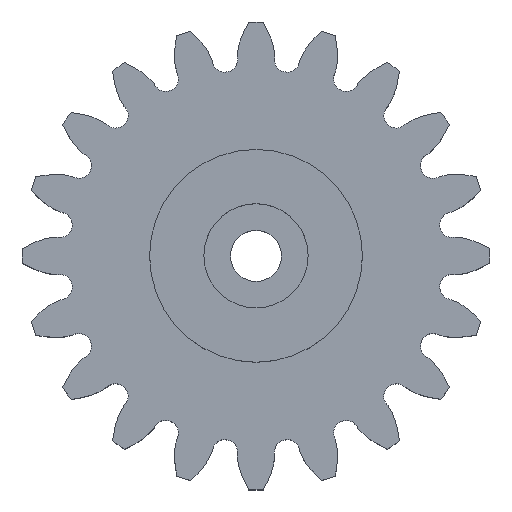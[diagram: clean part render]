
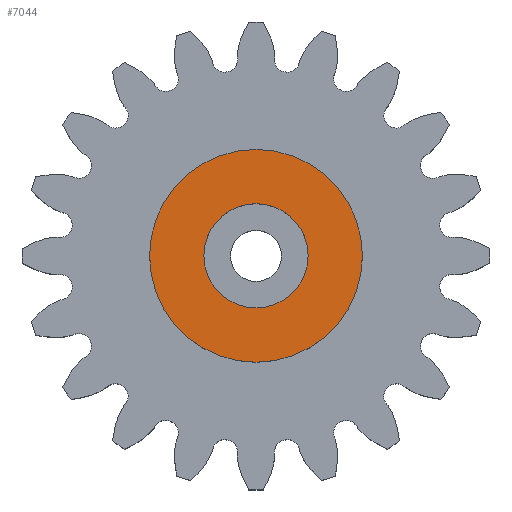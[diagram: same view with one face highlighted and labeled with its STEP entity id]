
A CAD part, top view. The second image highlights one B-rep face of the part: STEP entity #7044.
In plain terms, the highlighted planar face has unit normal (0, 0, 1).
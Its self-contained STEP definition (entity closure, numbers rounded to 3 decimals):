
#4879 = CYLINDRICAL_SURFACE('',#4880,5.);
#4880 = AXIS2_PLACEMENT_3D('',#4881,#4882,#4883);
#4881 = CARTESIAN_POINT('',(0.,0.,5.));
#4882 = DIRECTION('',(0.,0.,1.));
#4883 = DIRECTION('',(1.,0.,0.));
#6958 = EDGE_CURVE('',#6959,#6959,#6961,.T.);
#6959 = VERTEX_POINT('',#6960);
#6960 = CARTESIAN_POINT('',(5.,0.,7.5));
#6961 = SURFACE_CURVE('',#6962,(#6967,#6974),.PCURVE_S1.);
#6962 = CIRCLE('',#6963,5.);
#6963 = AXIS2_PLACEMENT_3D('',#6964,#6965,#6966);
#6964 = CARTESIAN_POINT('',(0.,0.,7.5));
#6965 = DIRECTION('',(0.,0.,1.));
#6966 = DIRECTION('',(1.,0.,0.));
#6967 = PCURVE('',#4879,#6968);
#6968 = DEFINITIONAL_REPRESENTATION('',(#6969),#6973);
#6969 = LINE('',#6970,#6971);
#6970 = CARTESIAN_POINT('',(0.,2.5));
#6971 = VECTOR('',#6972,1.);
#6972 = DIRECTION('',(1.,0.));
#6973 = ( GEOMETRIC_REPRESENTATION_CONTEXT(2) 
PARAMETRIC_REPRESENTATION_CONTEXT() REPRESENTATION_CONTEXT('2D SPACE',''
  ) );
#6974 = PCURVE('',#6975,#6980);
#6975 = PLANE('',#6976);
#6976 = AXIS2_PLACEMENT_3D('',#6977,#6978,#6979);
#6977 = CARTESIAN_POINT('',(0.,0.,7.5));
#6978 = DIRECTION('',(0.,0.,1.));
#6979 = DIRECTION('',(1.,0.,0.));
#6980 = DEFINITIONAL_REPRESENTATION('',(#6981),#6985);
#6981 = CIRCLE('',#6982,5.);
#6982 = AXIS2_PLACEMENT_2D('',#6983,#6984);
#6983 = CARTESIAN_POINT('',(0.,0.));
#6984 = DIRECTION('',(1.,0.));
#6985 = ( GEOMETRIC_REPRESENTATION_CONTEXT(2) 
PARAMETRIC_REPRESENTATION_CONTEXT() REPRESENTATION_CONTEXT('2D SPACE',''
  ) );
#7044 = ADVANCED_FACE('',(#7045,#7048),#6975,.T.);
#7045 = FACE_BOUND('',#7046,.T.);
#7046 = EDGE_LOOP('',(#7047));
#7047 = ORIENTED_EDGE('',*,*,#6958,.T.);
#7048 = FACE_BOUND('',#7049,.T.);
#7049 = EDGE_LOOP('',(#7050));
#7050 = ORIENTED_EDGE('',*,*,#7051,.F.);
#7051 = EDGE_CURVE('',#7052,#7052,#7054,.T.);
#7052 = VERTEX_POINT('',#7053);
#7053 = CARTESIAN_POINT('',(2.45,0.,7.5));
#7054 = SURFACE_CURVE('',#7055,(#7060,#7067),.PCURVE_S1.);
#7055 = CIRCLE('',#7056,2.45);
#7056 = AXIS2_PLACEMENT_3D('',#7057,#7058,#7059);
#7057 = CARTESIAN_POINT('',(0.,0.,7.5));
#7058 = DIRECTION('',(0.,0.,1.));
#7059 = DIRECTION('',(1.,0.,-0.));
#7060 = PCURVE('',#6975,#7061);
#7061 = DEFINITIONAL_REPRESENTATION('',(#7062),#7066);
#7062 = CIRCLE('',#7063,2.45);
#7063 = AXIS2_PLACEMENT_2D('',#7064,#7065);
#7064 = CARTESIAN_POINT('',(0.,0.));
#7065 = DIRECTION('',(1.,0.));
#7066 = ( GEOMETRIC_REPRESENTATION_CONTEXT(2) 
PARAMETRIC_REPRESENTATION_CONTEXT() REPRESENTATION_CONTEXT('2D SPACE',''
  ) );
#7067 = PCURVE('',#7068,#7073);
#7068 = CYLINDRICAL_SURFACE('',#7069,2.45);
#7069 = AXIS2_PLACEMENT_3D('',#7070,#7071,#7072);
#7070 = CARTESIAN_POINT('',(0.,0.,4.5));
#7071 = DIRECTION('',(0.,0.,1.));
#7072 = DIRECTION('',(1.,0.,0.));
#7073 = DEFINITIONAL_REPRESENTATION('',(#7074),#7078);
#7074 = LINE('',#7075,#7076);
#7075 = CARTESIAN_POINT('',(0.,3.));
#7076 = VECTOR('',#7077,1.);
#7077 = DIRECTION('',(1.,0.));
#7078 = ( GEOMETRIC_REPRESENTATION_CONTEXT(2) 
PARAMETRIC_REPRESENTATION_CONTEXT() REPRESENTATION_CONTEXT('2D SPACE',''
  ) );
